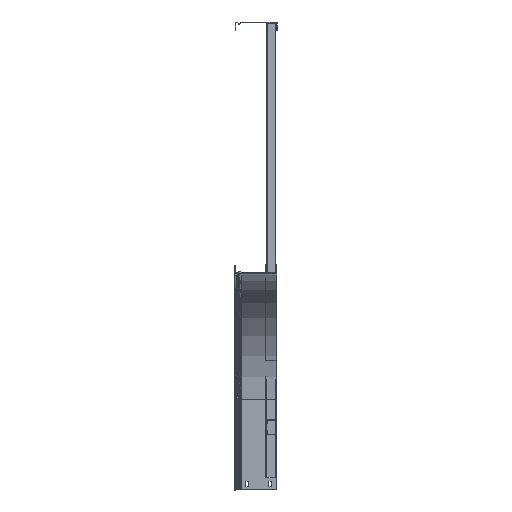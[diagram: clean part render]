
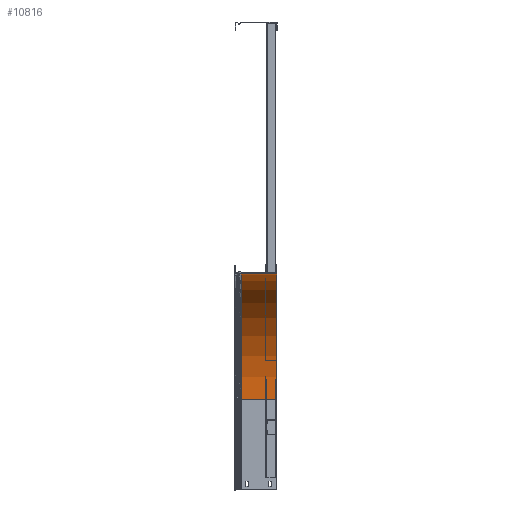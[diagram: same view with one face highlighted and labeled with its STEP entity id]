
A CAD part, left-side view. The second image highlights one B-rep face of the part: STEP entity #10816.
In plain terms, the highlighted cylindrical face has radius 300 mm (diameter 600 mm), a partial arc.
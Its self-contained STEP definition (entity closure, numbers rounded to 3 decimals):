
#270 = EDGE_CURVE ( 'NONE', #3185, #7060, #8688, .T. ) ;
#925 = ORIENTED_EDGE ( 'NONE', *, *, #270, .T. ) ;
#952 = ORIENTED_EDGE ( 'NONE', *, *, #6274, .T. ) ;
#1308 = CARTESIAN_POINT ( 'NONE',  ( 0., 0., 0. ) ) ;
#1540 = AXIS2_PLACEMENT_3D ( 'NONE', #7243, #1802, #9094 ) ;
#1559 = FACE_OUTER_BOUND ( 'NONE', #4014, .T. ) ;
#1781 = CARTESIAN_POINT ( 'NONE',  ( 0., 2.2, -300. ) ) ;
#1802 = DIRECTION ( 'NONE',  ( 0., 1., 0. ) ) ;
#1956 = CARTESIAN_POINT ( 'NONE',  ( 300., 85.525, 0. ) ) ;
#2230 = VERTEX_POINT ( 'NONE', #9923 ) ;
#2274 = VERTEX_POINT ( 'NONE', #10810 ) ;
#3185 = VERTEX_POINT ( 'NONE', #4940 ) ;
#3337 = CIRCLE ( 'NONE', #3956, 300. ) ;
#3650 = ORIENTED_EDGE ( 'NONE', *, *, #5680, .F. ) ;
#3956 = AXIS2_PLACEMENT_3D ( 'NONE', #1308, #5852, #7556 ) ;
#4014 = EDGE_LOOP ( 'NONE', ( #925, #952, #3650, #7452 ) ) ;
#4364 = DIRECTION ( 'NONE',  ( 0., 1., 0. ) ) ;
#4693 = LINE ( 'NONE', #1781, #8531 ) ;
#4940 = CARTESIAN_POINT ( 'NONE',  ( 300., 0., 0. ) ) ;
#5376 = CIRCLE ( 'NONE', #1540, 300. ) ;
#5680 = EDGE_CURVE ( 'NONE', #2274, #2230, #4693, .T. ) ;
#5852 = DIRECTION ( 'NONE',  ( 0., -1., 0. ) ) ;
#6274 = EDGE_CURVE ( 'NONE', #7060, #2230, #5376, .T. ) ;
#6631 = DIRECTION ( 'NONE',  ( 0., 1., 0. ) ) ;
#7060 = VERTEX_POINT ( 'NONE', #1956 ) ;
#7142 = DIRECTION ( 'NONE',  ( 0., 1., 0. ) ) ;
#7243 = CARTESIAN_POINT ( 'NONE',  ( 0., 85.525, 0. ) ) ;
#7272 = CARTESIAN_POINT ( 'NONE',  ( 300., 2.2, 0. ) ) ;
#7452 = ORIENTED_EDGE ( 'NONE', *, *, #11305, .T. ) ;
#7532 = DIRECTION ( 'NONE',  ( 0., 0., 1. ) ) ;
#7556 = DIRECTION ( 'NONE',  ( 1., 0., 0. ) ) ;
#7948 = CYLINDRICAL_SURFACE ( 'NONE', #8944, 300. ) ;
#8531 = VECTOR ( 'NONE', #7142, 1000. ) ;
#8688 = LINE ( 'NONE', #7272, #10245 ) ;
#8944 = AXIS2_PLACEMENT_3D ( 'NONE', #9307, #6631, #7532 ) ;
#9094 = DIRECTION ( 'NONE',  ( 0., 0., 1. ) ) ;
#9307 = CARTESIAN_POINT ( 'NONE',  ( 0., 0., 0. ) ) ;
#9923 = CARTESIAN_POINT ( 'NONE',  ( 0., 85.525, -300. ) ) ;
#10245 = VECTOR ( 'NONE', #4364, 1000. ) ;
#10810 = CARTESIAN_POINT ( 'NONE',  ( 0., 0., -300. ) ) ;
#10816 = ADVANCED_FACE ( 'NONE', ( #1559 ), #7948, .F. ) ;
#11305 = EDGE_CURVE ( 'NONE', #2274, #3185, #3337, .T. ) ;
